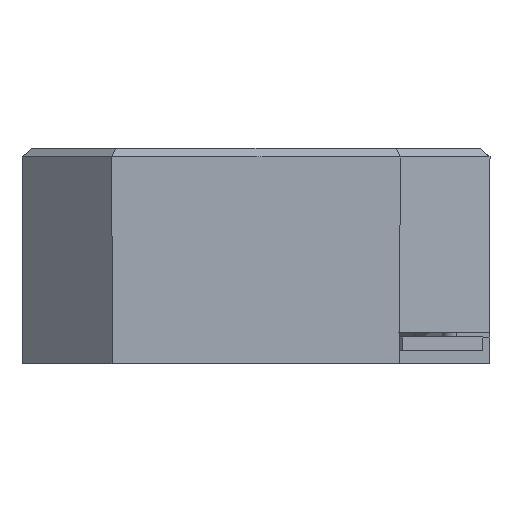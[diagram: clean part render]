
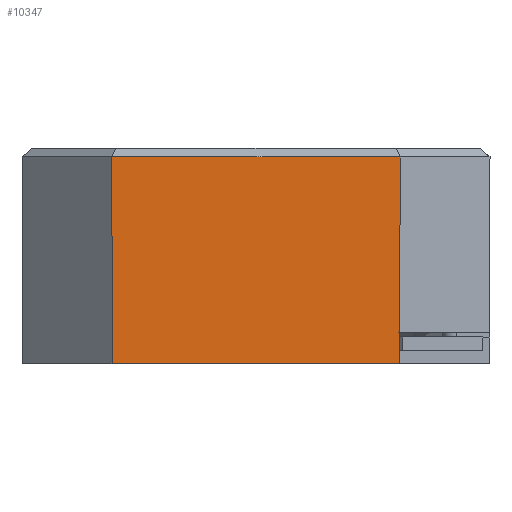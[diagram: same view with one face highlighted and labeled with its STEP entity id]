
A CAD part, front view. The second image highlights one B-rep face of the part: STEP entity #10347.
In plain terms, the highlighted planar face has unit normal (0, -1, 0).
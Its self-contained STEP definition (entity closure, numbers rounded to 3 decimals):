
#38 = CARTESIAN_POINT ( 'NONE',  ( 7.28, -5.2, 4.6 ) ) ;
#651 = DIRECTION ( 'NONE',  ( 0., 0., 1. ) ) ;
#1805 = VERTEX_POINT ( 'NONE', #4389 ) ;
#1909 = CARTESIAN_POINT ( 'NONE',  ( -5.2, -5.2, 0. ) ) ;
#2601 = VECTOR ( 'NONE', #21897, 1000. ) ;
#3186 = EDGE_LOOP ( 'NONE', ( #21977, #17541, #18128, #16631, #13824 ) ) ;
#3760 = EDGE_CURVE ( 'NONE', #8545, #19189, #9963, .T. ) ;
#4059 = CARTESIAN_POINT ( 'NONE',  ( -3.2, -5.2, 4.6 ) ) ;
#4389 = CARTESIAN_POINT ( 'NONE',  ( 3.2, -5.2, 0. ) ) ;
#4643 = CARTESIAN_POINT ( 'NONE',  ( 3.2, -5.2, 4.6 ) ) ;
#4729 = DIRECTION ( 'NONE',  ( 0., 0., 1. ) ) ;
#4960 = CARTESIAN_POINT ( 'NONE',  ( 3.2, -5.2, 0. ) ) ;
#5333 = LINE ( 'NONE', #4960, #9911 ) ;
#5603 = EDGE_CURVE ( 'NONE', #8774, #14463, #11693, .T. ) ;
#6656 = LINE ( 'NONE', #38, #15827 ) ;
#6992 = DIRECTION ( 'NONE',  ( 0., 0., -1. ) ) ;
#7118 = VECTOR ( 'NONE', #7811, 1000. ) ;
#7203 = LINE ( 'NONE', #1909, #2601 ) ;
#7811 = DIRECTION ( 'NONE',  ( 0., 0., -1. ) ) ;
#8545 = VERTEX_POINT ( 'NONE', #18198 ) ;
#8563 = EDGE_CURVE ( 'NONE', #14463, #1805, #7203, .T. ) ;
#8725 = CARTESIAN_POINT ( 'NONE',  ( -5.2, -5.2, 0. ) ) ;
#8774 = VERTEX_POINT ( 'NONE', #4059 ) ;
#9264 = CARTESIAN_POINT ( 'NONE',  ( 3.2, -5.2, 5.76 ) ) ;
#9911 = VECTOR ( 'NONE', #4729, 1000. ) ;
#9963 = LINE ( 'NONE', #9264, #14543 ) ;
#10347 = ADVANCED_FACE ( 'NONE', ( #15499 ), #15647, .T. ) ;
#10375 = DIRECTION ( 'NONE',  ( -1., 0., 0. ) ) ;
#10674 = CARTESIAN_POINT ( 'NONE',  ( -3.2, -5.2, 0. ) ) ;
#11693 = LINE ( 'NONE', #15041, #7118 ) ;
#13824 = ORIENTED_EDGE ( 'NONE', *, *, #17033, .T. ) ;
#14029 = EDGE_CURVE ( 'NONE', #19189, #8774, #6656, .T. ) ;
#14233 = AXIS2_PLACEMENT_3D ( 'NONE', #8725, #19043, #6992 ) ;
#14463 = VERTEX_POINT ( 'NONE', #10674 ) ;
#14543 = VECTOR ( 'NONE', #651, 1000. ) ;
#15041 = CARTESIAN_POINT ( 'NONE',  ( -3.2, -5.2, 0. ) ) ;
#15499 = FACE_OUTER_BOUND ( 'NONE', #3186, .T. ) ;
#15647 = PLANE ( 'NONE',  #14233 ) ;
#15827 = VECTOR ( 'NONE', #10375, 1000. ) ;
#16631 = ORIENTED_EDGE ( 'NONE', *, *, #8563, .T. ) ;
#17033 = EDGE_CURVE ( 'NONE', #1805, #8545, #5333, .T. ) ;
#17541 = ORIENTED_EDGE ( 'NONE', *, *, #14029, .T. ) ;
#18128 = ORIENTED_EDGE ( 'NONE', *, *, #5603, .T. ) ;
#18198 = CARTESIAN_POINT ( 'NONE',  ( 3.2, -5.2, 0.7 ) ) ;
#19043 = DIRECTION ( 'NONE',  ( 0., -1., 0. ) ) ;
#19189 = VERTEX_POINT ( 'NONE', #4643 ) ;
#21897 = DIRECTION ( 'NONE',  ( 1., 0., 0. ) ) ;
#21977 = ORIENTED_EDGE ( 'NONE', *, *, #3760, .T. ) ;
